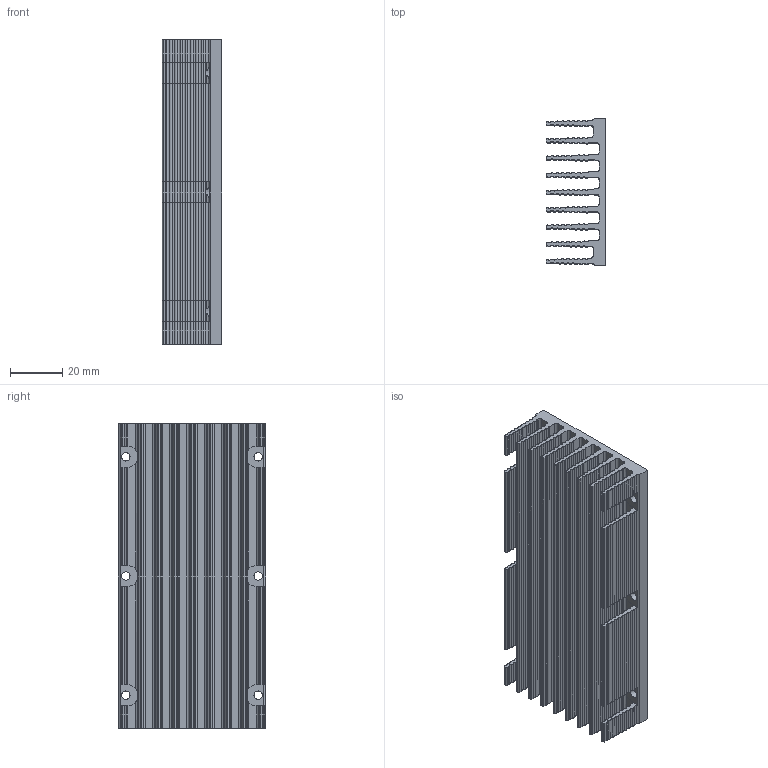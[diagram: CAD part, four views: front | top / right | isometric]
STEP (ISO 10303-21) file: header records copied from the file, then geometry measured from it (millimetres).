
FILE_DESCRIPTION (( 'STEP AP214' ), '1' );
FILE_NAME ('30181r5.STEP', '2011-06-30T14:54:04', ( 'Vicor User' ), ( 'Microsoft' ), 'SwSTEP 2.0', 'SolidWorks 2010', '' );
FILE_SCHEMA (( 'AUTOMOTIVE_DESIGN' ));
Length unit declared in the file: millimetre
Products named in the file (1): 30181r5
Bounding box: 22.86 x 56.39 x 116.84 mm (x, y, z)
Volume: 53890.5 mm3; surface area: 56362.7 mm2
Topology: 1 solids, 1 shells, 655 faces, 1959 edges, 1306 vertices
Faces by surface type: cylinder 552, plane 103
Full cylindrical faces by diameter (mm): 3.264 x6
Entity records: 30066 total; most frequent: DIRECTION 4345, CARTESIAN_POINT 4143, ORIENTED_EDGE 3906, EDGE_CURVE 1953, AXIS2_PLACEMENT_3D 1772, VERTEX_POINT 1306, CIRCLE 1116, VECTOR 801
